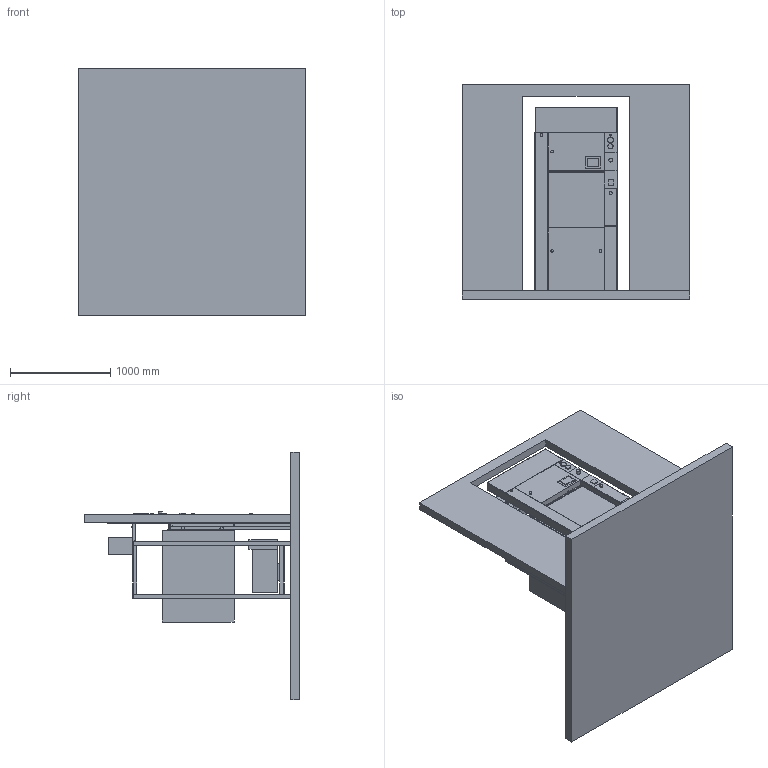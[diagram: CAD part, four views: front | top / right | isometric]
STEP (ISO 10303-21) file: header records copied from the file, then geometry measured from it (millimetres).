
FILE_DESCRIPTION(('FreeCAD Model'),'2;1');
FILE_NAME('Open CASCADE Shape Model','2025-04-29T15:22:51',('FreeCAD'),( 'FreeCAD'),'Open CASCADE STEP processor 7.6','FreeCAD','Unknown');
FILE_SCHEMA(('AUTOMOTIVE_DESIGN { 1 0 10303 214 1 1 1 1 }'));
Products named in the file (1): Open CASCADE STEP translator 7.6 1
Bounding box: 2269.84 x 2151.69 x 2477.99 mm (x, y, z)
Volume: 1107440198.4 mm3; surface area: 35791105.1 mm2
Topology: 89 solids, 89 shells, 1967 faces, 5042 edges, 3264 vertices
Faces by surface type: bspline 1967
Entity records: 76408 total; most frequent: CARTESIAN_POINT 48177, ORIENTED_EDGE 10080, EDGE_CURVE 5040, VERTEX_POINT 3264, B_SPLINE_CURVE_WITH_KNOTS 2701, FACE_BOUND 2096, EDGE_LOOP 2096, ADVANCED_FACE 1967
